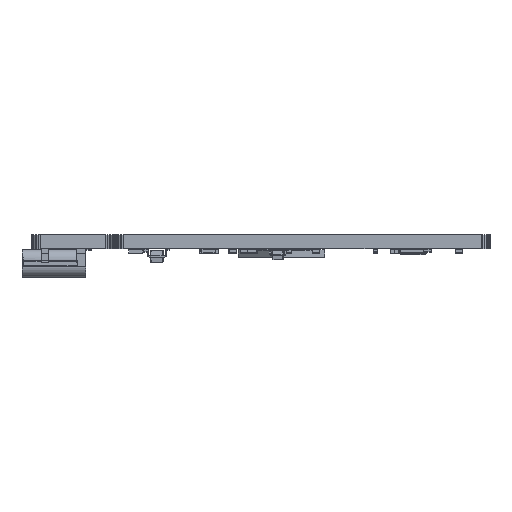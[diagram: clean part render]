
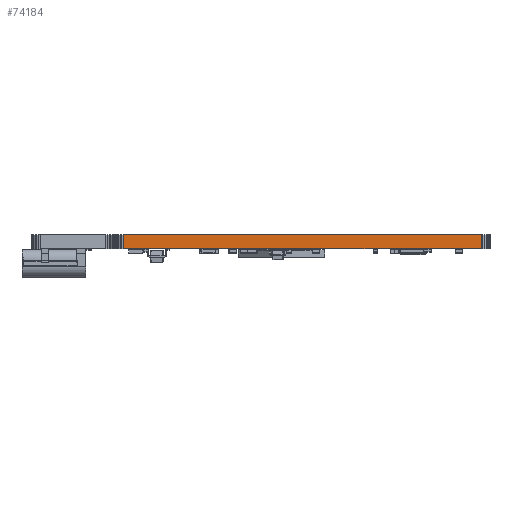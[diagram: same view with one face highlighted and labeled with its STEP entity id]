
A CAD part, left-side view. The second image highlights one B-rep face of the part: STEP entity #74184.
In plain terms, the highlighted planar face has unit normal (-1, 0, 0).
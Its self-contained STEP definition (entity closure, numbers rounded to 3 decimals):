
#60502 = PLANE('',#60503);
#60503 = AXIS2_PLACEMENT_3D('',#60504,#60505,#60506);
#60504 = CARTESIAN_POINT('',(24.94,-28.716,1.6));
#60505 = DIRECTION('',(-0.,-0.,-1.));
#60506 = DIRECTION('',(-1.,0.,0.));
#60556 = PLANE('',#60557);
#60557 = AXIS2_PLACEMENT_3D('',#60558,#60559,#60560);
#60558 = CARTESIAN_POINT('',(24.94,-28.716,0.));
#60559 = DIRECTION('',(-0.,-0.,-1.));
#60560 = DIRECTION('',(-1.,0.,0.));
#61841 = VERTEX_POINT('',#61842);
#61842 = CARTESIAN_POINT('',(-14.288,-51.388,0.));
#61856 = PLANE('',#61857);
#61857 = AXIS2_PLACEMENT_3D('',#61858,#61859,#61860);
#61858 = CARTESIAN_POINT('',(-14.268,-51.583,0.));
#61859 = DIRECTION('',(-0.995,-0.098,0.));
#61860 = DIRECTION('',(-0.098,0.995,0.));
#61868 = EDGE_CURVE('',#61841,#61869,#61871,.T.);
#61869 = VERTEX_POINT('',#61870);
#61870 = CARTESIAN_POINT('',(-14.288,-10.525,0.));
#61871 = SURFACE_CURVE('',#61872,(#61876,#61883),.PCURVE_S1.);
#61872 = LINE('',#61873,#61874);
#61873 = CARTESIAN_POINT('',(-14.288,-51.388,0.));
#61874 = VECTOR('',#61875,1.);
#61875 = DIRECTION('',(0.,1.,0.));
#61876 = PCURVE('',#60556,#61877);
#61877 = DEFINITIONAL_REPRESENTATION('',(#61878),#61882);
#61878 = LINE('',#61879,#61880);
#61879 = CARTESIAN_POINT('',(39.228,-22.672));
#61880 = VECTOR('',#61881,1.);
#61881 = DIRECTION('',(0.,1.));
#61882 = ( GEOMETRIC_REPRESENTATION_CONTEXT(2) 
PARAMETRIC_REPRESENTATION_CONTEXT() REPRESENTATION_CONTEXT('2D SPACE',''
  ) );
#61883 = PCURVE('',#61884,#61889);
#61884 = PLANE('',#61885);
#61885 = AXIS2_PLACEMENT_3D('',#61886,#61887,#61888);
#61886 = CARTESIAN_POINT('',(-14.288,-51.388,0.));
#61887 = DIRECTION('',(-1.,0.,0.));
#61888 = DIRECTION('',(0.,1.,0.));
#61889 = DEFINITIONAL_REPRESENTATION('',(#61890),#61894);
#61890 = LINE('',#61891,#61892);
#61891 = CARTESIAN_POINT('',(0.,0.));
#61892 = VECTOR('',#61893,1.);
#61893 = DIRECTION('',(1.,0.));
#61894 = ( GEOMETRIC_REPRESENTATION_CONTEXT(2) 
PARAMETRIC_REPRESENTATION_CONTEXT() REPRESENTATION_CONTEXT('2D SPACE',''
  ) );
#61912 = PLANE('',#61913);
#61913 = AXIS2_PLACEMENT_3D('',#61914,#61915,#61916);
#61914 = CARTESIAN_POINT('',(-14.288,-10.525,0.));
#61915 = DIRECTION('',(-0.995,0.098,0.));
#61916 = DIRECTION('',(0.098,0.995,0.));
#68202 = VERTEX_POINT('',#68203);
#68203 = CARTESIAN_POINT('',(-14.288,-51.388,1.6));
#68224 = EDGE_CURVE('',#68202,#68225,#68227,.T.);
#68225 = VERTEX_POINT('',#68226);
#68226 = CARTESIAN_POINT('',(-14.288,-10.525,1.6));
#68227 = SURFACE_CURVE('',#68228,(#68232,#68239),.PCURVE_S1.);
#68228 = LINE('',#68229,#68230);
#68229 = CARTESIAN_POINT('',(-14.288,-51.388,1.6));
#68230 = VECTOR('',#68231,1.);
#68231 = DIRECTION('',(0.,1.,0.));
#68232 = PCURVE('',#60502,#68233);
#68233 = DEFINITIONAL_REPRESENTATION('',(#68234),#68238);
#68234 = LINE('',#68235,#68236);
#68235 = CARTESIAN_POINT('',(39.228,-22.672));
#68236 = VECTOR('',#68237,1.);
#68237 = DIRECTION('',(0.,1.));
#68238 = ( GEOMETRIC_REPRESENTATION_CONTEXT(2) 
PARAMETRIC_REPRESENTATION_CONTEXT() REPRESENTATION_CONTEXT('2D SPACE',''
  ) );
#68239 = PCURVE('',#61884,#68240);
#68240 = DEFINITIONAL_REPRESENTATION('',(#68241),#68245);
#68241 = LINE('',#68242,#68243);
#68242 = CARTESIAN_POINT('',(0.,-1.6));
#68243 = VECTOR('',#68244,1.);
#68244 = DIRECTION('',(1.,0.));
#68245 = ( GEOMETRIC_REPRESENTATION_CONTEXT(2) 
PARAMETRIC_REPRESENTATION_CONTEXT() REPRESENTATION_CONTEXT('2D SPACE',''
  ) );
#74134 = EDGE_CURVE('',#61869,#68225,#74135,.T.);
#74135 = SURFACE_CURVE('',#74136,(#74140,#74147),.PCURVE_S1.);
#74136 = LINE('',#74137,#74138);
#74137 = CARTESIAN_POINT('',(-14.288,-10.525,0.));
#74138 = VECTOR('',#74139,1.);
#74139 = DIRECTION('',(0.,0.,1.));
#74140 = PCURVE('',#61912,#74141);
#74141 = DEFINITIONAL_REPRESENTATION('',(#74142),#74146);
#74142 = LINE('',#74143,#74144);
#74143 = CARTESIAN_POINT('',(0.,0.));
#74144 = VECTOR('',#74145,1.);
#74145 = DIRECTION('',(0.,-1.));
#74146 = ( GEOMETRIC_REPRESENTATION_CONTEXT(2) 
PARAMETRIC_REPRESENTATION_CONTEXT() REPRESENTATION_CONTEXT('2D SPACE',''
  ) );
#74147 = PCURVE('',#61884,#74148);
#74148 = DEFINITIONAL_REPRESENTATION('',(#74149),#74153);
#74149 = LINE('',#74150,#74151);
#74150 = CARTESIAN_POINT('',(40.863,0.));
#74151 = VECTOR('',#74152,1.);
#74152 = DIRECTION('',(0.,-1.));
#74153 = ( GEOMETRIC_REPRESENTATION_CONTEXT(2) 
PARAMETRIC_REPRESENTATION_CONTEXT() REPRESENTATION_CONTEXT('2D SPACE',''
  ) );
#74184 = ADVANCED_FACE('',(#74185),#61884,.T.);
#74185 = FACE_BOUND('',#74186,.T.);
#74186 = EDGE_LOOP('',(#74187,#74208,#74209,#74210));
#74187 = ORIENTED_EDGE('',*,*,#74188,.T.);
#74188 = EDGE_CURVE('',#61841,#68202,#74189,.T.);
#74189 = SURFACE_CURVE('',#74190,(#74194,#74201),.PCURVE_S1.);
#74190 = LINE('',#74191,#74192);
#74191 = CARTESIAN_POINT('',(-14.288,-51.388,0.));
#74192 = VECTOR('',#74193,1.);
#74193 = DIRECTION('',(0.,0.,1.));
#74194 = PCURVE('',#61884,#74195);
#74195 = DEFINITIONAL_REPRESENTATION('',(#74196),#74200);
#74196 = LINE('',#74197,#74198);
#74197 = CARTESIAN_POINT('',(0.,0.));
#74198 = VECTOR('',#74199,1.);
#74199 = DIRECTION('',(0.,-1.));
#74200 = ( GEOMETRIC_REPRESENTATION_CONTEXT(2) 
PARAMETRIC_REPRESENTATION_CONTEXT() REPRESENTATION_CONTEXT('2D SPACE',''
  ) );
#74201 = PCURVE('',#61856,#74202);
#74202 = DEFINITIONAL_REPRESENTATION('',(#74203),#74207);
#74203 = LINE('',#74204,#74205);
#74204 = CARTESIAN_POINT('',(0.196,0.));
#74205 = VECTOR('',#74206,1.);
#74206 = DIRECTION('',(0.,-1.));
#74207 = ( GEOMETRIC_REPRESENTATION_CONTEXT(2) 
PARAMETRIC_REPRESENTATION_CONTEXT() REPRESENTATION_CONTEXT('2D SPACE',''
  ) );
#74208 = ORIENTED_EDGE('',*,*,#68224,.T.);
#74209 = ORIENTED_EDGE('',*,*,#74134,.F.);
#74210 = ORIENTED_EDGE('',*,*,#61868,.F.);
